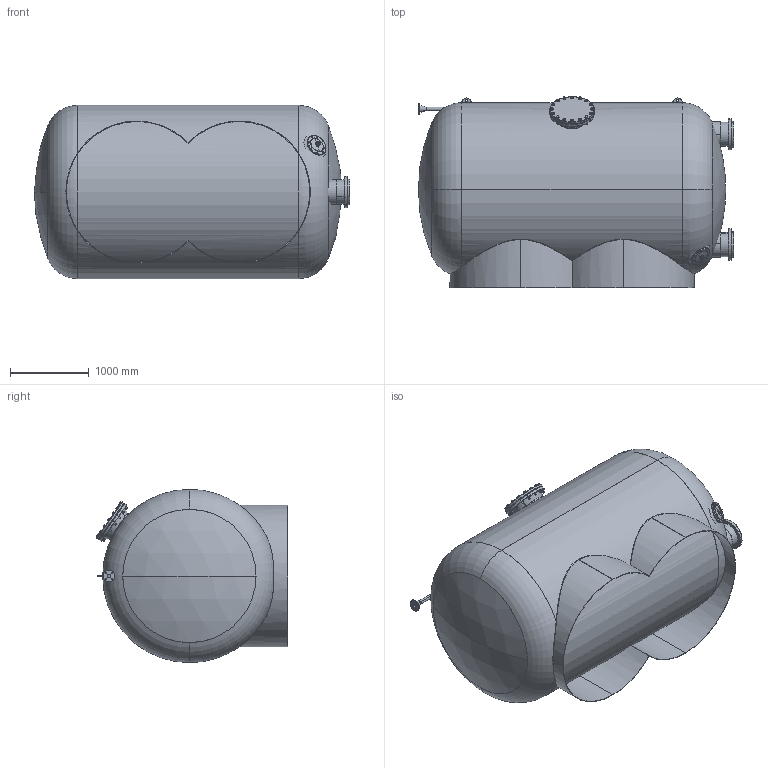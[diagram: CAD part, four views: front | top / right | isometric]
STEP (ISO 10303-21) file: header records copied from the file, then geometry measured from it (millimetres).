
FILE_DESCRIPTION (( 'STEP AP214' ), '1' );
FILE_NAME ('Horizont_2200.STEP', '2020-09-07T13:26:24', ( '' ), ( '' ), 'SwSTEP 2.0', 'SolidWorks 2019', '' );
FILE_SCHEMA (( 'AUTOMOTIVE_DESIGN' ));
Length unit declared in the file: millimetre
Products named in the file (1): Horizont_2200
Bounding box: 4000 x 2433.68 x 2200 mm (x, y, z)
Volume: 84392050.3 mm3; surface area: 71142482.4 mm2
Topology: 50 solids, 50 shells, 828 faces, 1876 edges, 1186 vertices
Faces by surface type: cylinder 365, plane 242, cone 150, torus 43, bspline 20, sphere 8
Entity records: 38284 total; most frequent: CARTESIAN_POINT 9414, DIRECTION 4210, ORIENTED_EDGE 3744, EDGE_CURVE 1872, AXIS2_PLACEMENT_3D 1789, VERTEX_POINT 1186, EDGE_LOOP 1076, CIRCLE 980
